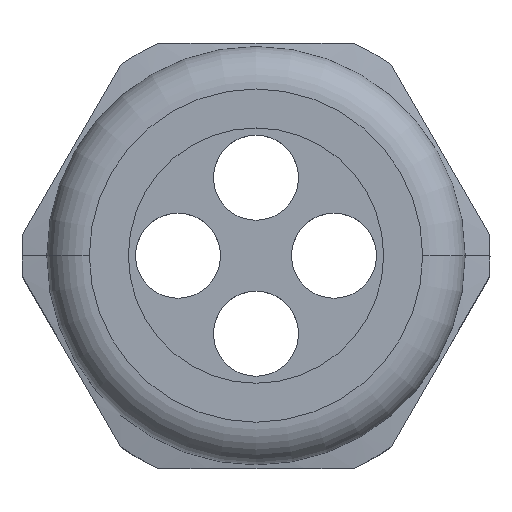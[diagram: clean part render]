
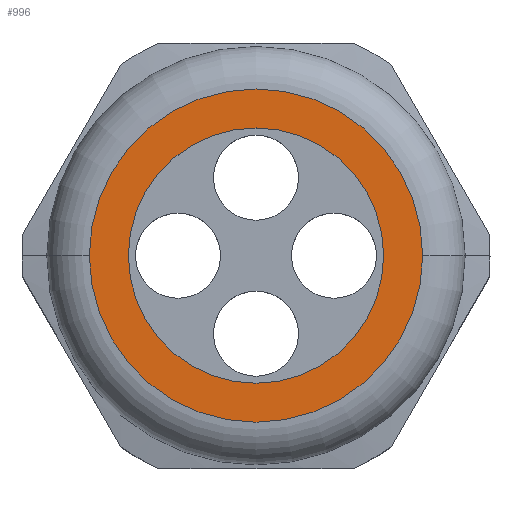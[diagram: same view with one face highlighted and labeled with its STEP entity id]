
A CAD part, top view. The second image highlights one B-rep face of the part: STEP entity #996.
In plain terms, the highlighted planar face has unit normal (0, 0, 1).
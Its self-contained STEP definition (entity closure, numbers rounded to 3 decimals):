
#17 = AXIS2_PLACEMENT_3D ( 'NONE', #1538, #1539, #1540 ) ;
#43 = AXIS2_PLACEMENT_3D ( 'NONE', #1535, #1536, #1537 ) ;
#81 = AXIS2_PLACEMENT_3D ( 'NONE', #1811, #1812, #1813 ) ;
#200 = CARTESIAN_POINT ( 'NONE',  ( 0., 0., 32. ) ) ;
#201 = DIRECTION ( 'NONE',  ( 0., 0., 1. ) ) ;
#202 = DIRECTION ( 'NONE',  ( 1., 0., 0. ) ) ;
#264 = PLANE ( 'NONE',  #818 ) ;
#265 = CARTESIAN_POINT ( 'NONE',  ( 0., 0., 32. ) ) ;
#266 = DIRECTION ( 'NONE',  ( 0., 0., 1. ) ) ;
#267 = DIRECTION ( 'NONE',  ( 1., 0., 0. ) ) ;
#460 = VERTEX_POINT ( 'NONE', #1375 ) ;
#461 = VERTEX_POINT ( 'NONE', #1376 ) ;
#464 = VERTEX_POINT ( 'NONE', #1379 ) ;
#465 = VERTEX_POINT ( 'NONE', #1380 ) ;
#534 = CIRCLE ( 'NONE', #81, 9. ) ;
#582 = CIRCLE ( 'NONE', #722, 11.75 ) ;
#617 = CIRCLE ( 'NONE', #17, 9. ) ;
#618 = CIRCLE ( 'NONE', #43, 11.75 ) ;
#658 = EDGE_CURVE ( 'NONE', #461, #460, #618, .T. ) ;
#659 = EDGE_CURVE ( 'NONE', #464, #465, #617, .T. ) ;
#722 = AXIS2_PLACEMENT_3D ( 'NONE', #200, #201, #202 ) ;
#818 = AXIS2_PLACEMENT_3D ( 'NONE', #265, #266, #267 ) ;
#820 = FACE_OUTER_BOUND ( 'NONE', #1977, .T. ) ;
#826 = FACE_BOUND ( 'NONE', #1976, .T. ) ;
#975 = EDGE_CURVE ( 'NONE', #460, #461, #582, .T. ) ;
#996 = ADVANCED_FACE ( 'NONE', ( #826, #820 ), #264, .T. ) ;
#1094 = EDGE_CURVE ( 'NONE', #465, #464, #534, .T. ) ;
#1201 = ORIENTED_EDGE ( 'NONE', *, *, #975, .T. ) ;
#1202 = ORIENTED_EDGE ( 'NONE', *, *, #659, .F. ) ;
#1204 = ORIENTED_EDGE ( 'NONE', *, *, #1094, .F. ) ;
#1205 = ORIENTED_EDGE ( 'NONE', *, *, #658, .T. ) ;
#1375 = CARTESIAN_POINT ( 'NONE',  ( 11.75, 0., 32. ) ) ;
#1376 = CARTESIAN_POINT ( 'NONE',  ( -11.75, 0., 32. ) ) ;
#1379 = CARTESIAN_POINT ( 'NONE',  ( 9., 0., 32. ) ) ;
#1380 = CARTESIAN_POINT ( 'NONE',  ( -9., 0., 32. ) ) ;
#1535 = CARTESIAN_POINT ( 'NONE',  ( 0., 0., 32. ) ) ;
#1536 = DIRECTION ( 'NONE',  ( 0., 0., 1. ) ) ;
#1537 = DIRECTION ( 'NONE',  ( 1., 0., 0. ) ) ;
#1538 = CARTESIAN_POINT ( 'NONE',  ( 0., 0., 32. ) ) ;
#1539 = DIRECTION ( 'NONE',  ( 0., 0., 1. ) ) ;
#1540 = DIRECTION ( 'NONE',  ( 1., 0., 0. ) ) ;
#1811 = CARTESIAN_POINT ( 'NONE',  ( 0., 0., 32. ) ) ;
#1812 = DIRECTION ( 'NONE',  ( 0., 0., 1. ) ) ;
#1813 = DIRECTION ( 'NONE',  ( 1., 0., 0. ) ) ;
#1976 = EDGE_LOOP ( 'NONE', ( #1202, #1204 ) ) ;
#1977 = EDGE_LOOP ( 'NONE', ( #1201, #1205 ) ) ;
